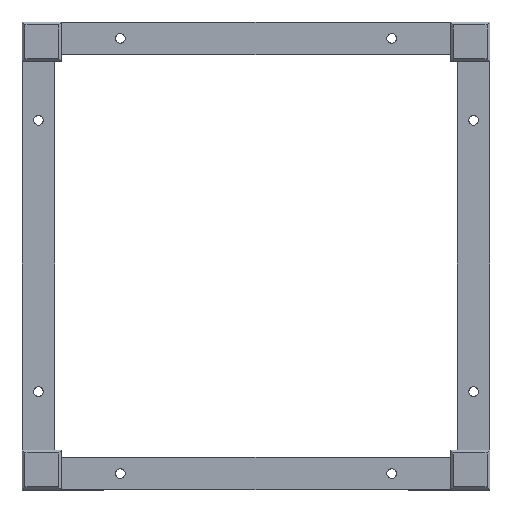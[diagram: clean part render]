
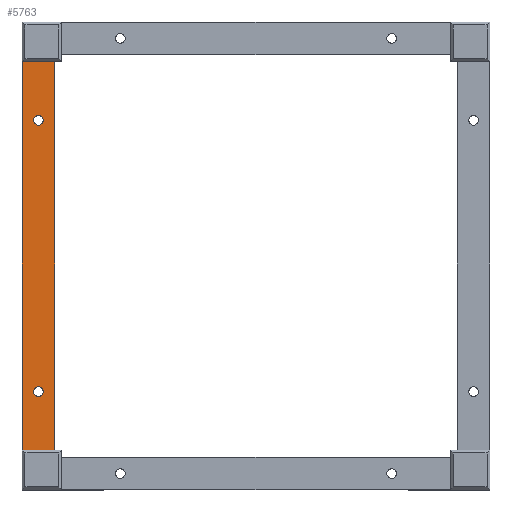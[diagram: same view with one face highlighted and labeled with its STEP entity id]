
A CAD part, top view. The second image highlights one B-rep face of the part: STEP entity #5763.
In plain terms, the highlighted planar face has unit normal (0, 0, 1).
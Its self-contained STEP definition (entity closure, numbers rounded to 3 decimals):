
#69 = PLANE('',#70);
#70 = AXIS2_PLACEMENT_3D('',#71,#72,#73);
#71 = CARTESIAN_POINT('',(-50.,0.,-1.554));
#72 = DIRECTION('',(-1.,0.,0.));
#73 = DIRECTION('',(0.,0.,-1.));
#150 = PLANE('',#151);
#151 = AXIS2_PLACEMENT_3D('',#152,#153,#154);
#152 = CARTESIAN_POINT('',(-50.,41.5,-9.5));
#153 = DIRECTION('',(0.,-1.,0.));
#154 = DIRECTION('',(0.,0.,1.));
#211 = VERTEX_POINT('',#212);
#212 = CARTESIAN_POINT('',(-50.,41.5,0.));
#233 = EDGE_CURVE('',#234,#211,#236,.T.);
#234 = VERTEX_POINT('',#235);
#235 = CARTESIAN_POINT('',(-43.,41.5,0.));
#236 = SURFACE_CURVE('',#237,(#241,#248),.PCURVE_S1.);
#237 = LINE('',#238,#239);
#238 = CARTESIAN_POINT('',(-48.5,41.5,0.));
#239 = VECTOR('',#240,1.);
#240 = DIRECTION('',(-1.,0.,0.));
#241 = PCURVE('',#150,#242);
#242 = DEFINITIONAL_REPRESENTATION('',(#243),#247);
#243 = LINE('',#244,#245);
#244 = CARTESIAN_POINT('',(9.5,-1.5));
#245 = VECTOR('',#246,1.);
#246 = DIRECTION('',(0.,1.));
#247 = ( GEOMETRIC_REPRESENTATION_CONTEXT(2) 
PARAMETRIC_REPRESENTATION_CONTEXT() REPRESENTATION_CONTEXT('2D SPACE',''
  ) );
#248 = PCURVE('',#249,#254);
#249 = PLANE('',#250);
#250 = AXIS2_PLACEMENT_3D('',#251,#252,#253);
#251 = CARTESIAN_POINT('',(-43.,-50.,0.));
#252 = DIRECTION('',(0.,0.,1.));
#253 = DIRECTION('',(0.,1.,0.));
#254 = DEFINITIONAL_REPRESENTATION('',(#255),#259);
#255 = LINE('',#256,#257);
#256 = CARTESIAN_POINT('',(91.5,5.5));
#257 = VECTOR('',#258,1.);
#258 = DIRECTION('',(0.,1.));
#259 = ( GEOMETRIC_REPRESENTATION_CONTEXT(2) 
PARAMETRIC_REPRESENTATION_CONTEXT() REPRESENTATION_CONTEXT('2D SPACE',''
  ) );
#276 = PLANE('',#277);
#277 = AXIS2_PLACEMENT_3D('',#278,#279,#280);
#278 = CARTESIAN_POINT('',(-43.,-50.,-2.5));
#279 = DIRECTION('',(-1.,0.,0.));
#280 = DIRECTION('',(0.,0.,1.));
#778 = PLANE('',#779);
#779 = AXIS2_PLACEMENT_3D('',#780,#781,#782);
#780 = CARTESIAN_POINT('',(-50.,-41.5,-9.5));
#781 = DIRECTION('',(0.,1.,0.));
#782 = DIRECTION('',(0.,0.,1.));
#854 = CYLINDRICAL_SURFACE('',#855,1.025);
#855 = AXIS2_PLACEMENT_3D('',#856,#857,#858);
#856 = CARTESIAN_POINT('',(-46.5,-29.,-50.));
#857 = DIRECTION('',(0.,0.,-1.));
#858 = DIRECTION('',(0.,1.,0.));
#889 = CYLINDRICAL_SURFACE('',#890,1.025);
#890 = AXIS2_PLACEMENT_3D('',#891,#892,#893);
#891 = CARTESIAN_POINT('',(-46.5,29.,-50.));
#892 = DIRECTION('',(0.,0.,-1.));
#893 = DIRECTION('',(0.,1.,0.));
#906 = VERTEX_POINT('',#907);
#907 = CARTESIAN_POINT('',(-43.,-41.5,0.));
#926 = EDGE_CURVE('',#906,#234,#927,.T.);
#927 = SURFACE_CURVE('',#928,(#932,#939),.PCURVE_S1.);
#928 = LINE('',#929,#930);
#929 = CARTESIAN_POINT('',(-43.,-50.,0.));
#930 = VECTOR('',#931,1.);
#931 = DIRECTION('',(0.,1.,0.));
#932 = PCURVE('',#276,#933);
#933 = DEFINITIONAL_REPRESENTATION('',(#934),#938);
#934 = LINE('',#935,#936);
#935 = CARTESIAN_POINT('',(2.5,0.));
#936 = VECTOR('',#937,1.);
#937 = DIRECTION('',(0.,1.));
#938 = ( GEOMETRIC_REPRESENTATION_CONTEXT(2) 
PARAMETRIC_REPRESENTATION_CONTEXT() REPRESENTATION_CONTEXT('2D SPACE',''
  ) );
#939 = PCURVE('',#249,#940);
#940 = DEFINITIONAL_REPRESENTATION('',(#941),#945);
#941 = LINE('',#942,#943);
#942 = CARTESIAN_POINT('',(0.,0.));
#943 = VECTOR('',#944,1.);
#944 = DIRECTION('',(1.,0.));
#945 = ( GEOMETRIC_REPRESENTATION_CONTEXT(2) 
PARAMETRIC_REPRESENTATION_CONTEXT() REPRESENTATION_CONTEXT('2D SPACE',''
  ) );
#1601 = EDGE_CURVE('',#906,#1602,#1604,.T.);
#1602 = VERTEX_POINT('',#1603);
#1603 = CARTESIAN_POINT('',(-50.,-41.5,0.));
#1604 = SURFACE_CURVE('',#1605,(#1609,#1616),.PCURVE_S1.);
#1605 = LINE('',#1606,#1607);
#1606 = CARTESIAN_POINT('',(-46.5,-41.5,0.));
#1607 = VECTOR('',#1608,1.);
#1608 = DIRECTION('',(-1.,0.,0.));
#1609 = PCURVE('',#778,#1610);
#1610 = DEFINITIONAL_REPRESENTATION('',(#1611),#1615);
#1611 = LINE('',#1612,#1613);
#1612 = CARTESIAN_POINT('',(9.5,3.5));
#1613 = VECTOR('',#1614,1.);
#1614 = DIRECTION('',(0.,-1.));
#1615 = ( GEOMETRIC_REPRESENTATION_CONTEXT(2) 
PARAMETRIC_REPRESENTATION_CONTEXT() REPRESENTATION_CONTEXT('2D SPACE',''
  ) );
#1616 = PCURVE('',#249,#1617);
#1617 = DEFINITIONAL_REPRESENTATION('',(#1618),#1622);
#1618 = LINE('',#1619,#1620);
#1619 = CARTESIAN_POINT('',(8.5,3.5));
#1620 = VECTOR('',#1621,1.);
#1621 = DIRECTION('',(0.,1.));
#1622 = ( GEOMETRIC_REPRESENTATION_CONTEXT(2) 
PARAMETRIC_REPRESENTATION_CONTEXT() REPRESENTATION_CONTEXT('2D SPACE',''
  ) );
#1805 = VERTEX_POINT('',#1806);
#1806 = CARTESIAN_POINT('',(-46.5,-27.975,0.));
#1827 = EDGE_CURVE('',#1805,#1805,#1828,.T.);
#1828 = SURFACE_CURVE('',#1829,(#1834,#1841),.PCURVE_S1.);
#1829 = CIRCLE('',#1830,1.025);
#1830 = AXIS2_PLACEMENT_3D('',#1831,#1832,#1833);
#1831 = CARTESIAN_POINT('',(-46.5,-29.,0.));
#1832 = DIRECTION('',(0.,0.,-1.));
#1833 = DIRECTION('',(0.,1.,0.));
#1834 = PCURVE('',#854,#1835);
#1835 = DEFINITIONAL_REPRESENTATION('',(#1836),#1840);
#1836 = LINE('',#1837,#1838);
#1837 = CARTESIAN_POINT('',(-6.283,-50.));
#1838 = VECTOR('',#1839,1.);
#1839 = DIRECTION('',(1.,-0.));
#1840 = ( GEOMETRIC_REPRESENTATION_CONTEXT(2) 
PARAMETRIC_REPRESENTATION_CONTEXT() REPRESENTATION_CONTEXT('2D SPACE',''
  ) );
#1841 = PCURVE('',#249,#1842);
#1842 = DEFINITIONAL_REPRESENTATION('',(#1843),#1851);
#1843 = ( BOUNDED_CURVE() B_SPLINE_CURVE(2,(#1844,#1845,#1846,#1847,
#1848,#1849,#1850),.UNSPECIFIED.,.T.,.F.) B_SPLINE_CURVE_WITH_KNOTS((1,2
    ,2,2,2,1),(-2.094,0.,2.094,4.189,
6.283,8.378),.UNSPECIFIED.) CURVE() 
GEOMETRIC_REPRESENTATION_ITEM() RATIONAL_B_SPLINE_CURVE((1.,0.5,1.,0.5,
1.,0.5,1.)) REPRESENTATION_ITEM('') );
#1844 = CARTESIAN_POINT('',(22.025,3.5));
#1845 = CARTESIAN_POINT('',(22.025,1.725));
#1846 = CARTESIAN_POINT('',(20.488,2.612));
#1847 = CARTESIAN_POINT('',(18.95,3.5));
#1848 = CARTESIAN_POINT('',(20.488,4.388));
#1849 = CARTESIAN_POINT('',(22.025,5.275));
#1850 = CARTESIAN_POINT('',(22.025,3.5));
#1851 = ( GEOMETRIC_REPRESENTATION_CONTEXT(2) 
PARAMETRIC_REPRESENTATION_CONTEXT() REPRESENTATION_CONTEXT('2D SPACE',''
  ) );
#1859 = VERTEX_POINT('',#1860);
#1860 = CARTESIAN_POINT('',(-46.5,30.025,0.));
#1881 = EDGE_CURVE('',#1859,#1859,#1882,.T.);
#1882 = SURFACE_CURVE('',#1883,(#1888,#1895),.PCURVE_S1.);
#1883 = CIRCLE('',#1884,1.025);
#1884 = AXIS2_PLACEMENT_3D('',#1885,#1886,#1887);
#1885 = CARTESIAN_POINT('',(-46.5,29.,0.));
#1886 = DIRECTION('',(0.,0.,-1.));
#1887 = DIRECTION('',(0.,1.,0.));
#1888 = PCURVE('',#889,#1889);
#1889 = DEFINITIONAL_REPRESENTATION('',(#1890),#1894);
#1890 = LINE('',#1891,#1892);
#1891 = CARTESIAN_POINT('',(-6.283,-50.));
#1892 = VECTOR('',#1893,1.);
#1893 = DIRECTION('',(1.,-0.));
#1894 = ( GEOMETRIC_REPRESENTATION_CONTEXT(2) 
PARAMETRIC_REPRESENTATION_CONTEXT() REPRESENTATION_CONTEXT('2D SPACE',''
  ) );
#1895 = PCURVE('',#249,#1896);
#1896 = DEFINITIONAL_REPRESENTATION('',(#1897),#1905);
#1897 = ( BOUNDED_CURVE() B_SPLINE_CURVE(2,(#1898,#1899,#1900,#1901,
#1902,#1903,#1904),.UNSPECIFIED.,.T.,.F.) B_SPLINE_CURVE_WITH_KNOTS((1,2
    ,2,2,2,1),(-2.094,0.,2.094,4.189,
6.283,8.378),.UNSPECIFIED.) CURVE() 
GEOMETRIC_REPRESENTATION_ITEM() RATIONAL_B_SPLINE_CURVE((1.,0.5,1.,0.5,
1.,0.5,1.)) REPRESENTATION_ITEM('') );
#1898 = CARTESIAN_POINT('',(80.025,3.5));
#1899 = CARTESIAN_POINT('',(80.025,1.725));
#1900 = CARTESIAN_POINT('',(78.488,2.612));
#1901 = CARTESIAN_POINT('',(76.95,3.5));
#1902 = CARTESIAN_POINT('',(78.488,4.388));
#1903 = CARTESIAN_POINT('',(80.025,5.275));
#1904 = CARTESIAN_POINT('',(80.025,3.5));
#1905 = ( GEOMETRIC_REPRESENTATION_CONTEXT(2) 
PARAMETRIC_REPRESENTATION_CONTEXT() REPRESENTATION_CONTEXT('2D SPACE',''
  ) );
#5485 = EDGE_CURVE('',#1602,#211,#5486,.T.);
#5486 = SURFACE_CURVE('',#5487,(#5491,#5498),.PCURVE_S1.);
#5487 = LINE('',#5488,#5489);
#5488 = CARTESIAN_POINT('',(-50.,-41.5,0.));
#5489 = VECTOR('',#5490,1.);
#5490 = DIRECTION('',(0.,1.,-0.));
#5491 = PCURVE('',#69,#5492);
#5492 = DEFINITIONAL_REPRESENTATION('',(#5493),#5497);
#5493 = LINE('',#5494,#5495);
#5494 = CARTESIAN_POINT('',(-1.554,41.5));
#5495 = VECTOR('',#5496,1.);
#5496 = DIRECTION('',(0.,-1.));
#5497 = ( GEOMETRIC_REPRESENTATION_CONTEXT(2) 
PARAMETRIC_REPRESENTATION_CONTEXT() REPRESENTATION_CONTEXT('2D SPACE',''
  ) );
#5498 = PCURVE('',#249,#5499);
#5499 = DEFINITIONAL_REPRESENTATION('',(#5500),#5504);
#5500 = LINE('',#5501,#5502);
#5501 = CARTESIAN_POINT('',(8.5,7.));
#5502 = VECTOR('',#5503,1.);
#5503 = DIRECTION('',(1.,0.));
#5504 = ( GEOMETRIC_REPRESENTATION_CONTEXT(2) 
PARAMETRIC_REPRESENTATION_CONTEXT() REPRESENTATION_CONTEXT('2D SPACE',''
  ) );
#5763 = ADVANCED_FACE('',(#5764,#5770,#5773),#249,.T.);
#5764 = FACE_BOUND('',#5765,.T.);
#5765 = EDGE_LOOP('',(#5766,#5767,#5768,#5769));
#5766 = ORIENTED_EDGE('',*,*,#5485,.F.);
#5767 = ORIENTED_EDGE('',*,*,#1601,.F.);
#5768 = ORIENTED_EDGE('',*,*,#926,.T.);
#5769 = ORIENTED_EDGE('',*,*,#233,.T.);
#5770 = FACE_BOUND('',#5771,.T.);
#5771 = EDGE_LOOP('',(#5772));
#5772 = ORIENTED_EDGE('',*,*,#1827,.T.);
#5773 = FACE_BOUND('',#5774,.T.);
#5774 = EDGE_LOOP('',(#5775));
#5775 = ORIENTED_EDGE('',*,*,#1881,.T.);
